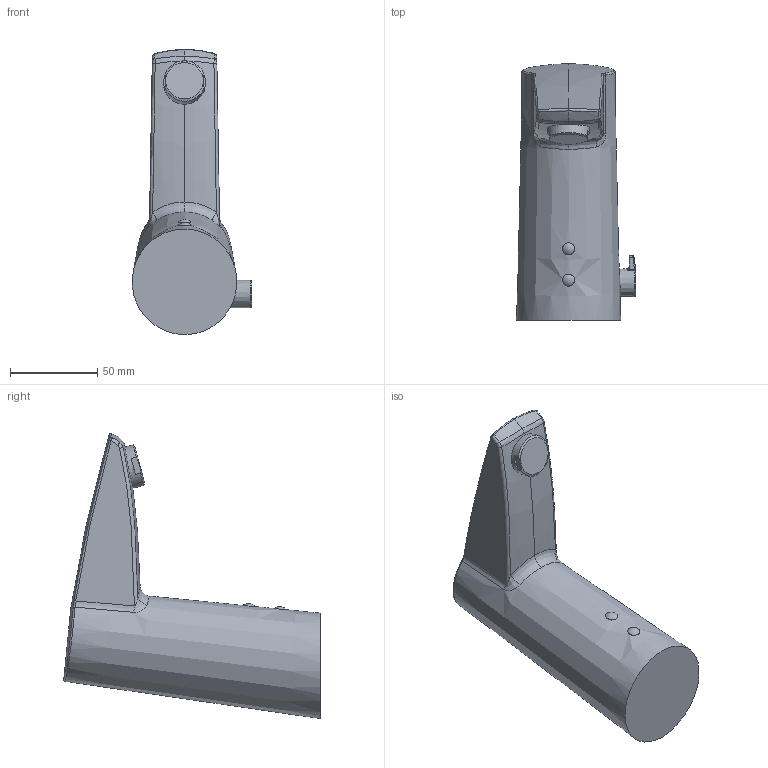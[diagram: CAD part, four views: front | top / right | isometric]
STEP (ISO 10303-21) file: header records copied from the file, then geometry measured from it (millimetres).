
FILE_DESCRIPTION (( 'STEP AP203' ), '1' );
FILE_NAME ('2814F+2824F+2824F+2824FNT+64912210+64912211+64912010+64912011.STEP', '2017-03-09T05:49:00', ( '' ), ( '' ), 'SwSTEP 2.0', 'SolidWorks 2016', '' );
FILE_SCHEMA (( 'CONFIG_CONTROL_DESIGN' ));
Length unit declared in the file: millimetre
Products named in the file (1): 2814F+2824F+2824F+2824FNT+64912210+64912211+64912010+64912011
Bounding box: 68.43 x 146.96 x 163.45 mm (x, y, z)
Volume: 461927.2 mm3; surface area: 42128.6 mm2
Topology: 1 solids, 1 shells, 71 faces, 159 edges, 93 vertices
Faces by surface type: bspline 51, plane 9, cone 5, sphere 3, torus 2, cylinder 1
Full cylindrical faces by diameter (mm): 24 x1
Entity records: 4822 total; most frequent: CARTESIAN_POINT 3579, ORIENTED_EDGE 298, EDGE_CURVE 149, DIRECTION 142, B_SPLINE_CURVE_WITH_KNOTS 93, VERTEX_POINT 89, EDGE_LOOP 80, FACE_OUTER_BOUND 72
